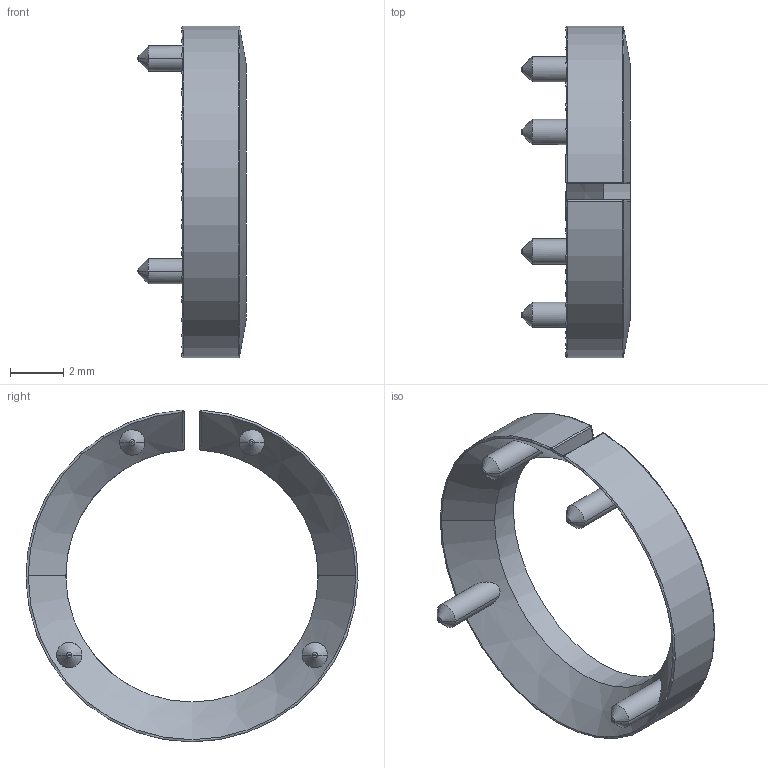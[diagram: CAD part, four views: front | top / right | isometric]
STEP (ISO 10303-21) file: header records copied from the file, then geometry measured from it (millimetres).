
FILE_DESCRIPTION(('Creo Elements/Direct Modeling STEP Export'),'2;1');
FILE_NAME('model.stp','2018-07-19T13:28:51',(''),(''),'Creo Elements/Direct Modeling STEP processor for AP214 (Solid Model)','Creo Elements/Direct Modeling 18.1I 14-Aug-2016 (C) Parametric Technology GmbH','');
FILE_SCHEMA(('AUTOMOTIVE_DESIGN { 1 0 10303 214 1 1 1 1 }'));
Length unit declared in the file: millimetre
Products named in the file (2): VS-08-RJ45-Q-COD-YE
Assembly tree (1 placements, depth 2):
  VS-08-RJ45-Q-COD-YE
    VS-08-RJ45-Q-COD-YE
Bounding box: 4.1 x 12.49 x 12.49 mm (x, y, z)
Volume: 89.7 mm3; surface area: 261.8 mm2
Topology: 1 solids, 1 shells, 56 faces, 126 edges, 76 vertices
Faces by surface type: bspline 16, cylinder 12, cone 12, torus 10, plane 6
Entity records: 4291 total; most frequent: CARTESIAN_POINT 2734, ORIENTED_EDGE 252, DIRECTION 168, EDGE_CURVE 126, VERTEX_POINT 76, AXIS2_PLACEMENT_3D 72, EDGE_LOOP 60, COLOUR_RGB 57
